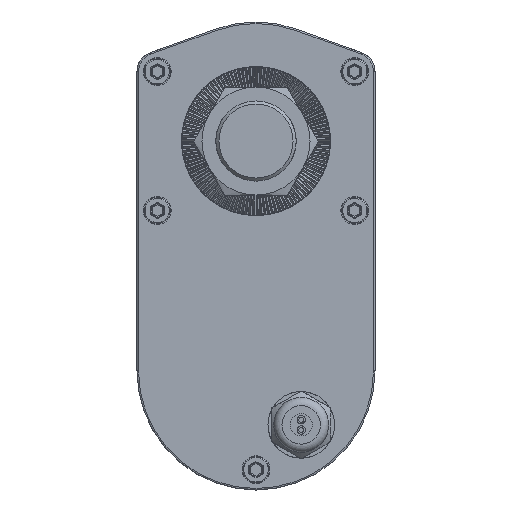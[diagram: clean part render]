
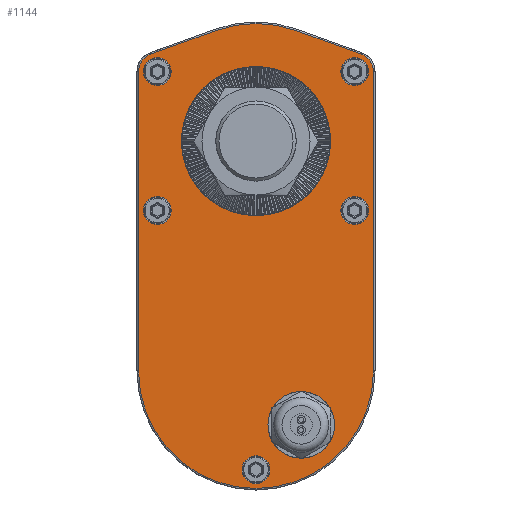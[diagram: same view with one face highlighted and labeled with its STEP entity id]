
A CAD part, front view. The second image highlights one B-rep face of the part: STEP entity #1144.
In plain terms, the highlighted planar face has unit normal (0, -1, 0).
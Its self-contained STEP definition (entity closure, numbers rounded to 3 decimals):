
#1144 = ADVANCED_FACE( '', ( #3098, #3099, #3100, #3101, #3102, #3103, #3104, #3105 ), #3106, .T. );
#3098 = FACE_BOUND( '', #6242, .T. );
#3099 = FACE_BOUND( '', #6243, .T. );
#3100 = FACE_BOUND( '', #6244, .T. );
#3101 = FACE_BOUND( '', #6245, .T. );
#3102 = FACE_BOUND( '', #6246, .T. );
#3103 = FACE_BOUND( '', #6247, .T. );
#3104 = FACE_OUTER_BOUND( '', #6248, .T. );
#3105 = FACE_BOUND( '', #6249, .T. );
#3106 = PLANE( '', #6250 );
#6242 = EDGE_LOOP( '', ( #15049 ) );
#6243 = EDGE_LOOP( '', ( #15050 ) );
#6244 = EDGE_LOOP( '', ( #15051 ) );
#6245 = EDGE_LOOP( '', ( #15052 ) );
#6246 = EDGE_LOOP( '', ( #15053 ) );
#6247 = EDGE_LOOP( '', ( #15054 ) );
#6248 = EDGE_LOOP( '', ( #15055, #15056, #15057, #15058, #15059, #15060, #15061, #15062 ) );
#6249 = EDGE_LOOP( '', ( #15063 ) );
#6250 = AXIS2_PLACEMENT_3D( '', #15064, #15065, #15066 );
#15049 = ORIENTED_EDGE( '', *, *, #22755, .F. );
#15050 = ORIENTED_EDGE( '', *, *, #22756, .T. );
#15051 = ORIENTED_EDGE( '', *, *, #22757, .T. );
#15052 = ORIENTED_EDGE( '', *, *, #22758, .T. );
#15053 = ORIENTED_EDGE( '', *, *, #22759, .T. );
#15054 = ORIENTED_EDGE( '', *, *, #22760, .T. );
#15055 = ORIENTED_EDGE( '', *, *, #22761, .T. );
#15056 = ORIENTED_EDGE( '', *, *, #22762, .T. );
#15057 = ORIENTED_EDGE( '', *, *, #22763, .T. );
#15058 = ORIENTED_EDGE( '', *, *, #22764, .T. );
#15059 = ORIENTED_EDGE( '', *, *, #22765, .T. );
#15060 = ORIENTED_EDGE( '', *, *, #22766, .T. );
#15061 = ORIENTED_EDGE( '', *, *, #22767, .T. );
#15062 = ORIENTED_EDGE( '', *, *, #22768, .T. );
#15063 = ORIENTED_EDGE( '', *, *, #22769, .F. );
#15064 = CARTESIAN_POINT( '', ( 0., 24.5, -74.5 ) );
#15065 = DIRECTION( '', ( 0., -1., 0. ) );
#15066 = DIRECTION( '', ( 0., 0., -1. ) );
#22755 = EDGE_CURVE( '', #26261, #26261, #26262, .T. );
#22756 = EDGE_CURVE( '', #26263, #26263, #26264, .T. );
#22757 = EDGE_CURVE( '', #26265, #26265, #26266, .T. );
#22758 = EDGE_CURVE( '', #26267, #26267, #26268, .T. );
#22759 = EDGE_CURVE( '', #26269, #26269, #26270, .T. );
#22760 = EDGE_CURVE( '', #26271, #26271, #26272, .T. );
#22761 = EDGE_CURVE( '', #26273, #26274, #26275, .T. );
#22762 = EDGE_CURVE( '', #26274, #26276, #26277, .T. );
#22763 = EDGE_CURVE( '', #26276, #26278, #26279, .T. );
#22764 = EDGE_CURVE( '', #26278, #26280, #26281, .T. );
#22765 = EDGE_CURVE( '', #26280, #26282, #26283, .T. );
#22766 = EDGE_CURVE( '', #26282, #26284, #26285, .T. );
#22767 = EDGE_CURVE( '', #26284, #26286, #26287, .T. );
#22768 = EDGE_CURVE( '', #26286, #26273, #26288, .T. );
#22769 = EDGE_CURVE( '', #26289, #26289, #26290, .T. );
#26261 = VERTEX_POINT( '', #31480 );
#26262 = CIRCLE( '', #31481, 7.875 );
#26263 = VERTEX_POINT( '', #31482 );
#26264 = CIRCLE( '', #31483, 4.5 );
#26265 = VERTEX_POINT( '', #31484 );
#26266 = CIRCLE( '', #31485, 4.5 );
#26267 = VERTEX_POINT( '', #31486 );
#26268 = CIRCLE( '', #31487, 4.5 );
#26269 = VERTEX_POINT( '', #31488 );
#26270 = CIRCLE( '', #31489, 4.5 );
#26271 = VERTEX_POINT( '', #31490 );
#26272 = CIRCLE( '', #31491, 4.5 );
#26273 = VERTEX_POINT( '', #31492 );
#26274 = VERTEX_POINT( '', #31493 );
#26275 = CIRCLE( '', #31494, 6.08 );
#26276 = VERTEX_POINT( '', #31495 );
#26277 = LINE( '', #31496, #31497 );
#26278 = VERTEX_POINT( '', #31498 );
#26279 = CIRCLE( '', #31499, 38.08 );
#26280 = VERTEX_POINT( '', #31500 );
#26281 = LINE( '', #31501, #31502 );
#26282 = VERTEX_POINT( '', #31503 );
#26283 = CIRCLE( '', #31504, 6.08 );
#26284 = VERTEX_POINT( '', #31505 );
#26285 = LINE( '', #31506, #31507 );
#26286 = VERTEX_POINT( '', #31508 );
#26287 = CIRCLE( '', #31509, 38.08 );
#26288 = LINE( '', #31510, #31511 );
#26289 = VERTEX_POINT( '', #31512 );
#26290 = CIRCLE( '', #31513, 24.1 );
#31480 = CARTESIAN_POINT( '', ( 14.66, 24.5, -99.845 ) );
#31481 = AXIS2_PLACEMENT_3D( '', #40167, #40168, #40169 );
#31482 = CARTESIAN_POINT( '', ( 32., 24.5, 18. ) );
#31483 = AXIS2_PLACEMENT_3D( '', #40170, #40171, #40172 );
#31484 = CARTESIAN_POINT( '', ( 32., 24.5, -27. ) );
#31485 = AXIS2_PLACEMENT_3D( '', #40173, #40174, #40175 );
#31486 = CARTESIAN_POINT( '', ( -32., 24.5, -27. ) );
#31487 = AXIS2_PLACEMENT_3D( '', #40176, #40177, #40178 );
#31488 = CARTESIAN_POINT( '', ( 0., 24.5, -111. ) );
#31489 = AXIS2_PLACEMENT_3D( '', #40179, #40180, #40181 );
#31490 = CARTESIAN_POINT( '', ( -32., 24.5, 18. ) );
#31491 = AXIS2_PLACEMENT_3D( '', #40182, #40183, #40184 );
#31492 = CARTESIAN_POINT( '', ( 38.08, 24.5, 22.46 ) );
#31493 = CARTESIAN_POINT( '', ( 34.067, 24.5, 28.178 ) );
#31494 = AXIS2_PLACEMENT_3D( '', #40185, #40186, #40187 );
#31495 = CARTESIAN_POINT( '', ( 12.944, 24.5, 35.813 ) );
#31496 = CARTESIAN_POINT( '', ( 36.76, 24.5, 27.204 ) );
#31497 = VECTOR( '', #40188, 1000. );
#31498 = CARTESIAN_POINT( '', ( -12.944, 24.5, 35.813 ) );
#31499 = AXIS2_PLACEMENT_3D( '', #40189, #40190, #40191 );
#31500 = CARTESIAN_POINT( '', ( -34.067, 24.5, 28.178 ) );
#31501 = CARTESIAN_POINT( '', ( -36.76, 24.5, 27.204 ) );
#31502 = VECTOR( '', #40192, 1000. );
#31503 = CARTESIAN_POINT( '', ( -38.08, 24.5, 22.46 ) );
#31504 = AXIS2_PLACEMENT_3D( '', #40193, #40194, #40195 );
#31505 = CARTESIAN_POINT( '', ( -38.08, 24.5, -74.5 ) );
#31506 = CARTESIAN_POINT( '', ( -38.08, 24.5, -74.5 ) );
#31507 = VECTOR( '', #40196, 1000. );
#31508 = CARTESIAN_POINT( '', ( 38.08, 24.5, -74.5 ) );
#31509 = AXIS2_PLACEMENT_3D( '', #40197, #40198, #40199 );
#31510 = CARTESIAN_POINT( '', ( 38.08, 24.5, -74.5 ) );
#31511 = VECTOR( '', #40200, 1000. );
#31512 = CARTESIAN_POINT( '', ( 0., 24.5, -24.1 ) );
#31513 = AXIS2_PLACEMENT_3D( '', #40201, #40202, #40203 );
#40167 = CARTESIAN_POINT( '', ( 14.66, 24.5, -91.97 ) );
#40168 = DIRECTION( '', ( 0., -1., 0. ) );
#40169 = DIRECTION( '', ( 0., 0., -1. ) );
#40170 = CARTESIAN_POINT( '', ( 32., 24.5, 22.5 ) );
#40171 = DIRECTION( '', ( 0., 1., 0. ) );
#40172 = DIRECTION( '', ( 0., 0., -1. ) );
#40173 = CARTESIAN_POINT( '', ( 32., 24.5, -22.5 ) );
#40174 = DIRECTION( '', ( 0., 1., 0. ) );
#40175 = DIRECTION( '', ( 0., 0., -1. ) );
#40176 = CARTESIAN_POINT( '', ( -32., 24.5, -22.5 ) );
#40177 = DIRECTION( '', ( 0., 1., 0. ) );
#40178 = DIRECTION( '', ( 0., 0., -1. ) );
#40179 = CARTESIAN_POINT( '', ( 0., 24.5, -106.5 ) );
#40180 = DIRECTION( '', ( 0., 1., 0. ) );
#40181 = DIRECTION( '', ( 0., 0., -1. ) );
#40182 = CARTESIAN_POINT( '', ( -32., 24.5, 22.5 ) );
#40183 = DIRECTION( '', ( 0., 1., 0. ) );
#40184 = DIRECTION( '', ( 0., 0., -1. ) );
#40185 = CARTESIAN_POINT( '', ( 32., 24.5, 22.46 ) );
#40186 = DIRECTION( '', ( 0., -1., 0. ) );
#40187 = DIRECTION( '', ( 0., 0., -1. ) );
#40188 = DIRECTION( '', ( -0.94, 0., 0.34 ) );
#40189 = CARTESIAN_POINT( '', ( 0., 24.5, 0. ) );
#40190 = DIRECTION( '', ( 0., -1., 0. ) );
#40191 = DIRECTION( '', ( 0., 0., -1. ) );
#40192 = DIRECTION( '', ( -0.94, 0., -0.34 ) );
#40193 = CARTESIAN_POINT( '', ( -32., 24.5, 22.46 ) );
#40194 = DIRECTION( '', ( 0., -1., 0. ) );
#40195 = DIRECTION( '', ( 0., 0., -1. ) );
#40196 = DIRECTION( '', ( 0., 0., -1. ) );
#40197 = CARTESIAN_POINT( '', ( 0., 24.5, -74.5 ) );
#40198 = DIRECTION( '', ( 0., -1., 0. ) );
#40199 = DIRECTION( '', ( 0., 0., -1. ) );
#40200 = DIRECTION( '', ( 0., 0., 1. ) );
#40201 = CARTESIAN_POINT( '', ( 0., 24.5, 0. ) );
#40202 = DIRECTION( '', ( 0., -1., 0. ) );
#40203 = DIRECTION( '', ( 0., 0., -1. ) );
